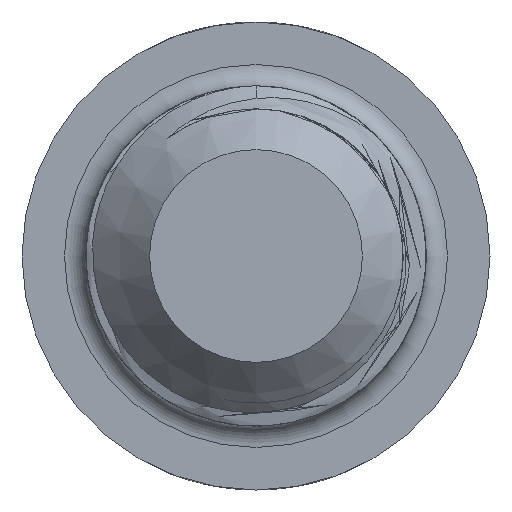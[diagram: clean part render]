
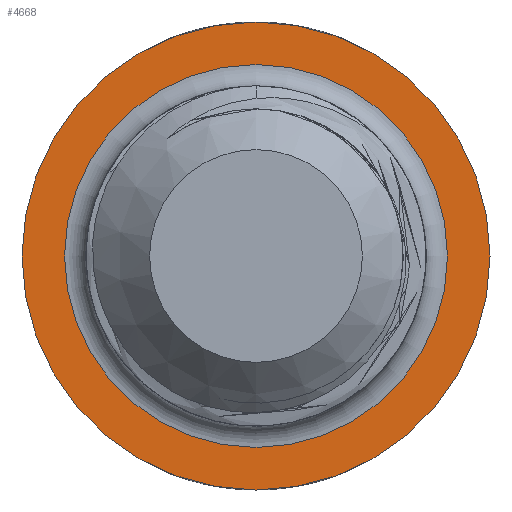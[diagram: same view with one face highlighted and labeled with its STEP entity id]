
A CAD part, left-side view. The second image highlights one B-rep face of the part: STEP entity #4668.
In plain terms, the highlighted planar face has unit normal (-1, 0, 0).
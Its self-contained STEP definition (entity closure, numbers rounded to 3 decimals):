
#185 = EDGE_LOOP ( 'NONE', ( #9162 ) ) ;
#584 = DIRECTION ( 'NONE',  ( 0., 0., -1. ) ) ;
#803 = EDGE_CURVE ( 'NONE', #8305, #8305, #2309, .T. ) ;
#1337 = PLANE ( 'NONE',  #8968 ) ;
#2096 = FACE_BOUND ( 'NONE', #6905, .T. ) ;
#2191 = CARTESIAN_POINT ( 'NONE',  ( -24., 0., 11. ) ) ;
#2309 = CIRCLE ( 'NONE', #7915, 9. ) ;
#2836 = DIRECTION ( 'NONE',  ( 0., 0., 1. ) ) ;
#3049 = ORIENTED_EDGE ( 'NONE', *, *, #803, .F. ) ;
#3684 = CIRCLE ( 'NONE', #4323, 11. ) ;
#4323 = AXIS2_PLACEMENT_3D ( 'NONE', #8300, #6695, #2836 ) ;
#4398 = CARTESIAN_POINT ( 'NONE',  ( -24., 9., 0. ) ) ;
#4668 = ADVANCED_FACE ( 'NONE', ( #2096, #8210 ), #1337, .F. ) ;
#5241 = DIRECTION ( 'NONE',  ( 0., 0., 1. ) ) ;
#6695 = DIRECTION ( 'NONE',  ( -1., 0., 0. ) ) ;
#6750 = VERTEX_POINT ( 'NONE', #2191 ) ;
#6905 = EDGE_LOOP ( 'NONE', ( #3049 ) ) ;
#7122 = EDGE_CURVE ( 'NONE', #6750, #6750, #3684, .T. ) ;
#7392 = DIRECTION ( 'NONE',  ( -1., 0., 0. ) ) ;
#7456 = DIRECTION ( 'NONE',  ( 1., 0., 0. ) ) ;
#7915 = AXIS2_PLACEMENT_3D ( 'NONE', #8197, #7392, #5241 ) ;
#8197 = CARTESIAN_POINT ( 'NONE',  ( -24., 0., 0. ) ) ;
#8210 = FACE_OUTER_BOUND ( 'NONE', #185, .T. ) ;
#8300 = CARTESIAN_POINT ( 'NONE',  ( -24., 0., 0. ) ) ;
#8305 = VERTEX_POINT ( 'NONE', #9158 ) ;
#8968 = AXIS2_PLACEMENT_3D ( 'NONE', #4398, #7456, #584 ) ;
#9158 = CARTESIAN_POINT ( 'NONE',  ( -24., 0., 9. ) ) ;
#9162 = ORIENTED_EDGE ( 'NONE', *, *, #7122, .T. ) ;
